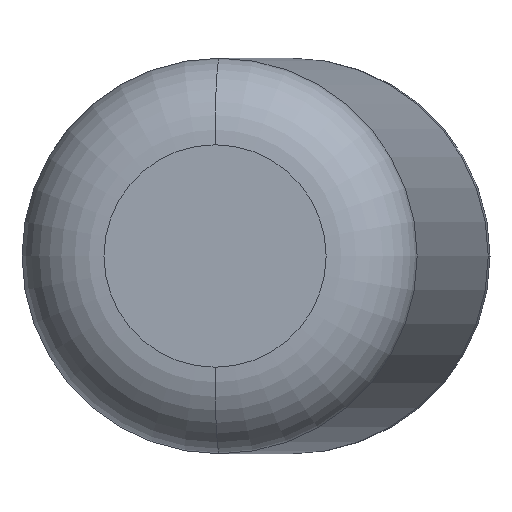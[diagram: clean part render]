
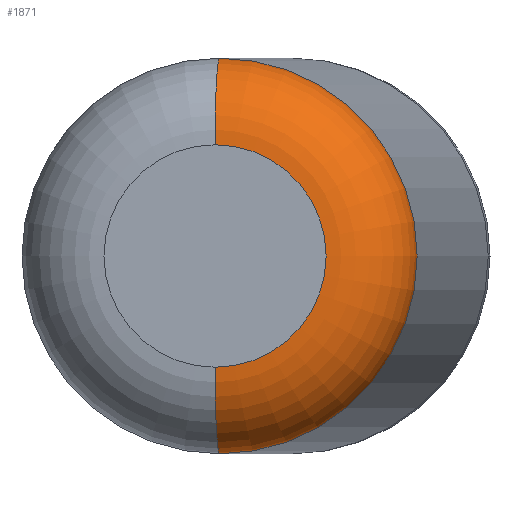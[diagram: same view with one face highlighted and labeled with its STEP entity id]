
A CAD part, front view. The second image highlights one B-rep face of the part: STEP entity #1871.
In plain terms, the highlighted toroidal (fillet/blend) face has major radius 0.385 mm and minor radius 0.3 mm.
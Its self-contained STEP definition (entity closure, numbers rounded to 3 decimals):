
#13 = EDGE_LOOP ( 'NONE', ( #1305, #3194, #1880, #1782 ) ) ;
#98 = EDGE_CURVE ( 'Defeature ausgef�hrt1_2+Defeature ausgef�hrt1_6+Defeature ausgef�hrt1_6+Defeature ausgef�hrt1_6', #2054, #2339, #884, .T. ) ;
#135 = DIRECTION ( 'NONE',  ( -0.999, 0.052, 0. ) ) ;
#172 = CARTESIAN_POINT ( 'NONE',  ( -0.251, -18.193, 0. ) ) ;
#296 = CIRCLE ( 'NONE', #2099, 0.685 ) ;
#661 = CIRCLE ( 'NONE', #1006, 0.3 ) ;
#718 = AXIS2_PLACEMENT_3D ( 'NONE', #2461, #751, #2015 ) ;
#751 = DIRECTION ( 'NONE',  ( 0.052, 0.999, 0. ) ) ;
#837 = CARTESIAN_POINT ( 'NONE',  ( -0.251, -18.193, -0.385 ) ) ;
#884 = CIRCLE ( 'NONE', #718, 0.385 ) ;
#933 = TOROIDAL_SURFACE ( 'NONE', #1108, 0.385, 0.3 ) ;
#939 = CARTESIAN_POINT ( 'NONE',  ( -0.251, -18.193, -0.685 ) ) ;
#950 = DIRECTION ( 'NONE',  ( 0.052, 0.999, 0. ) ) ;
#1006 = AXIS2_PLACEMENT_3D ( 'NONE', #1619, #135, #1127 ) ;
#1108 = AXIS2_PLACEMENT_3D ( 'NONE', #172, #2676, #1901 ) ;
#1126 = EDGE_CURVE ( 'Defeature ausgef�hrt1_3+Defeature ausgef�hrt1_2+Defeature ausgef�hrt1_2+Defeature ausgef�hrt1_2', #1463, #2991, #296, .T. ) ;
#1127 = DIRECTION ( 'NONE',  ( -0.052, -0.999, 0. ) ) ;
#1305 = ORIENTED_EDGE ( 'NONE', *, *, #98, .T. ) ;
#1463 = VERTEX_POINT ( 'NONE', #2523 ) ;
#1619 = CARTESIAN_POINT ( 'NONE',  ( -0.251, -18.193, 0.385 ) ) ;
#1689 = CARTESIAN_POINT ( 'NONE',  ( -0.251, -18.193, 0. ) ) ;
#1711 = FACE_OUTER_BOUND ( 'NONE', #13, .T. ) ;
#1774 = EDGE_CURVE ( 'NONE', #2054, #1463, #661, .T. ) ;
#1782 = ORIENTED_EDGE ( 'NONE', *, *, #1774, .F. ) ;
#1871 = ADVANCED_FACE ( 'Defeature ausgef�hrt1_2', ( #1711 ), #933, .T. ) ;
#1880 = ORIENTED_EDGE ( 'NONE', *, *, #1126, .F. ) ;
#1901 = DIRECTION ( 'NONE',  ( 0., 0., 1. ) ) ;
#2015 = DIRECTION ( 'NONE',  ( 0., 0., 1. ) ) ;
#2054 = VERTEX_POINT ( 'NONE', #3020 ) ;
#2099 = AXIS2_PLACEMENT_3D ( 'NONE', #1689, #950, #2191 ) ;
#2191 = DIRECTION ( 'NONE',  ( 0., 0., 1. ) ) ;
#2197 = AXIS2_PLACEMENT_3D ( 'NONE', #837, #2573, #2822 ) ;
#2339 = VERTEX_POINT ( 'NONE', #2582 ) ;
#2461 = CARTESIAN_POINT ( 'NONE',  ( -0.267, -18.493, 0. ) ) ;
#2521 = CIRCLE ( 'NONE', #2197, 0.3 ) ;
#2523 = CARTESIAN_POINT ( 'NONE',  ( -0.251, -18.193, 0.685 ) ) ;
#2573 = DIRECTION ( 'NONE',  ( 0.999, -0.052, 0. ) ) ;
#2582 = CARTESIAN_POINT ( 'NONE',  ( -0.267, -18.493, -0.385 ) ) ;
#2676 = DIRECTION ( 'NONE',  ( 0.052, 0.999, 0. ) ) ;
#2822 = DIRECTION ( 'NONE',  ( 0.052, 0.999, 0. ) ) ;
#2831 = EDGE_CURVE ( 'NONE', #2339, #2991, #2521, .T. ) ;
#2991 = VERTEX_POINT ( 'NONE', #939 ) ;
#3020 = CARTESIAN_POINT ( 'NONE',  ( -0.267, -18.493, 0.385 ) ) ;
#3194 = ORIENTED_EDGE ( 'NONE', *, *, #2831, .T. ) ;
